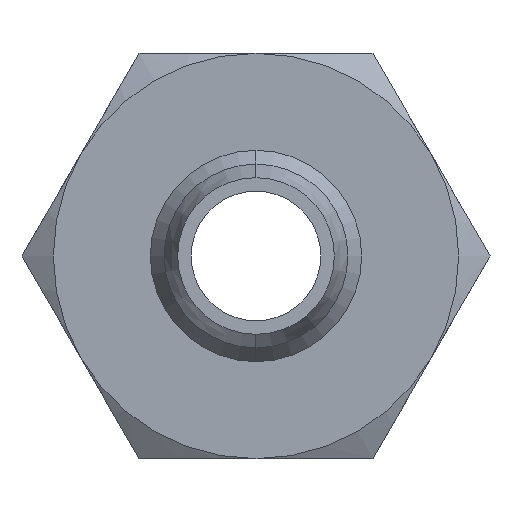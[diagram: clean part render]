
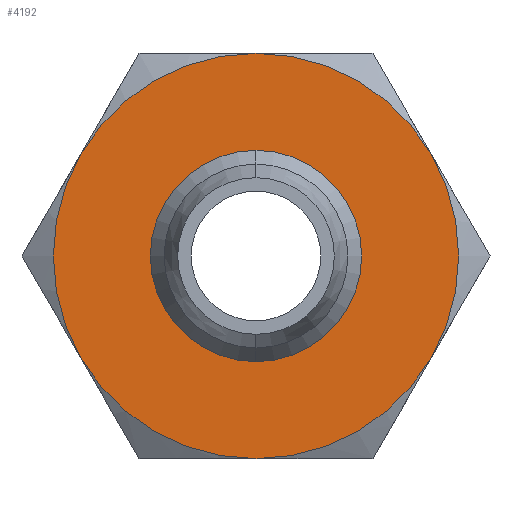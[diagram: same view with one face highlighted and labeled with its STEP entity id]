
A CAD part, left-side view. The second image highlights one B-rep face of the part: STEP entity #4192.
In plain terms, the highlighted planar face has unit normal (-1, 0, 0).
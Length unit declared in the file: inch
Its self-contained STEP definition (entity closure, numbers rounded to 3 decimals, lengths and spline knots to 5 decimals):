
#638 = DIRECTION ( 'NONE',  ( 0., 0., 1. ) ) ;
#640 = DIRECTION ( 'NONE',  ( -1., 0., 0. ) ) ;
#650 = CARTESIAN_POINT ( 'NONE',  ( -0.021, 0.10825, -0.1875 ) ) ;
#655 = PLANE ( 'NONE',  #3613 ) ;
#818 = DIRECTION ( 'NONE',  ( 0., 0., 1. ) ) ;
#823 = CARTESIAN_POINT ( 'NONE',  ( -0.021, 0., 0. ) ) ;
#830 = DIRECTION ( 'NONE',  ( -1., 0., 0. ) ) ;
#850 = CARTESIAN_POINT ( 'NONE',  ( -0.021, 0., 0. ) ) ;
#855 = CARTESIAN_POINT ( 'NONE',  ( -0.021, 0., 0. ) ) ;
#856 = CARTESIAN_POINT ( 'NONE',  ( -0.021, 0., 0. ) ) ;
#858 = DIRECTION ( 'NONE',  ( 0., 0., 1. ) ) ;
#859 = DIRECTION ( 'NONE',  ( -1., 0., 0. ) ) ;
#860 = DIRECTION ( 'NONE',  ( -1., 0., 0. ) ) ;
#862 = DIRECTION ( 'NONE',  ( -1., 0., 0. ) ) ;
#863 = DIRECTION ( 'NONE',  ( 0., 0., 1. ) ) ;
#864 = DIRECTION ( 'NONE',  ( 0., 0., 1. ) ) ;
#866 = DIRECTION ( 'NONE',  ( -1., 0., 0. ) ) ;
#875 = CARTESIAN_POINT ( 'NONE',  ( -0.021, 0., 0. ) ) ;
#876 = DIRECTION ( 'NONE',  ( -1., 0., 0. ) ) ;
#877 = DIRECTION ( 'NONE',  ( 0., 0., 1. ) ) ;
#878 = CARTESIAN_POINT ( 'NONE',  ( -0.021, 0., 0. ) ) ;
#881 = DIRECTION ( 'NONE',  ( 0., 0., 1. ) ) ;
#890 = DIRECTION ( 'NONE',  ( 0., 0., 1. ) ) ;
#897 = CARTESIAN_POINT ( 'NONE',  ( -0.021, 0., 0. ) ) ;
#905 = DIRECTION ( 'NONE',  ( -1., 0., 0. ) ) ;
#2778 = ORIENTED_EDGE ( 'NONE', *, *, #3463, .F. ) ;
#2779 = ORIENTED_EDGE ( 'NONE', *, *, #3483, .F. ) ;
#2780 = ORIENTED_EDGE ( 'NONE', *, *, #3518, .T. ) ;
#2781 = ORIENTED_EDGE ( 'NONE', *, *, #3523, .T. ) ;
#2782 = ORIENTED_EDGE ( 'NONE', *, *, #3522, .T. ) ;
#2783 = ORIENTED_EDGE ( 'NONE', *, *, #3521, .T. ) ;
#2784 = ORIENTED_EDGE ( 'NONE', *, *, #3520, .T. ) ;
#2785 = ORIENTED_EDGE ( 'NONE', *, *, #3519, .T. ) ;
#2955 = VERTEX_POINT ( 'NONE', #6405 ) ;
#2959 = VERTEX_POINT ( 'NONE', #6400 ) ;
#2978 = VERTEX_POINT ( 'NONE', #6381 ) ;
#3003 = VERTEX_POINT ( 'NONE', #6357 ) ;
#3033 = VERTEX_POINT ( 'NONE', #6324 ) ;
#3054 = VERTEX_POINT ( 'NONE', #6297 ) ;
#3055 = VERTEX_POINT ( 'NONE', #6294 ) ;
#3060 = VERTEX_POINT ( 'NONE', #6288 ) ;
#3119 = EDGE_LOOP ( 'NONE', ( #2780, #2781, #2782, #2783, #2784, #2785 ) ) ;
#3129 = EDGE_LOOP ( 'NONE', ( #2778, #2779 ) ) ;
#3189 = CIRCLE ( 'NONE', #3558, 0.085 ) ;
#3220 = CIRCLE ( 'NONE', #3572, 0.085 ) ;
#3233 = CIRCLE ( 'NONE', #3574, 0.1875 ) ;
#3235 = CIRCLE ( 'NONE', #3575, 0.1875 ) ;
#3238 = CIRCLE ( 'NONE', #3576, 0.1875 ) ;
#3239 = CIRCLE ( 'NONE', #3577, 0.1875 ) ;
#3240 = CIRCLE ( 'NONE', #3578, 0.1875 ) ;
#3241 = CIRCLE ( 'NONE', #3579, 0.1875 ) ;
#3267 = FACE_BOUND ( 'NONE', #3129, .T. ) ;
#3298 = FACE_OUTER_BOUND ( 'NONE', #3119, .T. ) ;
#3463 = EDGE_CURVE ( 'NONE', #3060, #2959, #3189, .T. ) ;
#3483 = EDGE_CURVE ( 'NONE', #2959, #3060, #3220, .T. ) ;
#3518 = EDGE_CURVE ( 'NONE', #2955, #3033, #3233, .T. ) ;
#3519 = EDGE_CURVE ( 'NONE', #2978, #2955, #3235, .T. ) ;
#3520 = EDGE_CURVE ( 'NONE', #3003, #2978, #3238, .T. ) ;
#3521 = EDGE_CURVE ( 'NONE', #3054, #3003, #3239, .T. ) ;
#3522 = EDGE_CURVE ( 'NONE', #3055, #3054, #3240, .T. ) ;
#3523 = EDGE_CURVE ( 'NONE', #3033, #3055, #3241, .T. ) ;
#3558 = AXIS2_PLACEMENT_3D ( 'NONE', #6259, #6403, #6247 ) ;
#3572 = AXIS2_PLACEMENT_3D ( 'NONE', #823, #830, #818 ) ;
#3574 = AXIS2_PLACEMENT_3D ( 'NONE', #855, #862, #881 ) ;
#3575 = AXIS2_PLACEMENT_3D ( 'NONE', #856, #860, #863 ) ;
#3576 = AXIS2_PLACEMENT_3D ( 'NONE', #875, #866, #864 ) ;
#3577 = AXIS2_PLACEMENT_3D ( 'NONE', #897, #905, #890 ) ;
#3578 = AXIS2_PLACEMENT_3D ( 'NONE', #878, #876, #877 ) ;
#3579 = AXIS2_PLACEMENT_3D ( 'NONE', #850, #859, #858 ) ;
#3613 = AXIS2_PLACEMENT_3D ( 'NONE', #650, #640, #638 ) ;
#4192 = ADVANCED_FACE ( 'NONE', ( #3267, #3298 ), #655, .T. ) ;
#6247 = DIRECTION ( 'NONE',  ( 0., 0., 1. ) ) ;
#6259 = CARTESIAN_POINT ( 'NONE',  ( -0.021, 0., 0. ) ) ;
#6288 = CARTESIAN_POINT ( 'NONE',  ( -0.021, 0., 0.085 ) ) ;
#6294 = CARTESIAN_POINT ( 'NONE',  ( -0.021, 0.16238, 0.09375 ) ) ;
#6297 = CARTESIAN_POINT ( 'NONE',  ( -0.021, 0.16238, -0.09375 ) ) ;
#6324 = CARTESIAN_POINT ( 'NONE',  ( -0.021, 0., 0.1875 ) ) ;
#6357 = CARTESIAN_POINT ( 'NONE',  ( -0.021, 0., -0.1875 ) ) ;
#6381 = CARTESIAN_POINT ( 'NONE',  ( -0.021, -0.16238, -0.09375 ) ) ;
#6400 = CARTESIAN_POINT ( 'NONE',  ( -0.021, 0., -0.085 ) ) ;
#6403 = DIRECTION ( 'NONE',  ( -1., 0., 0. ) ) ;
#6405 = CARTESIAN_POINT ( 'NONE',  ( -0.021, -0.16238, 0.09375 ) ) ;
